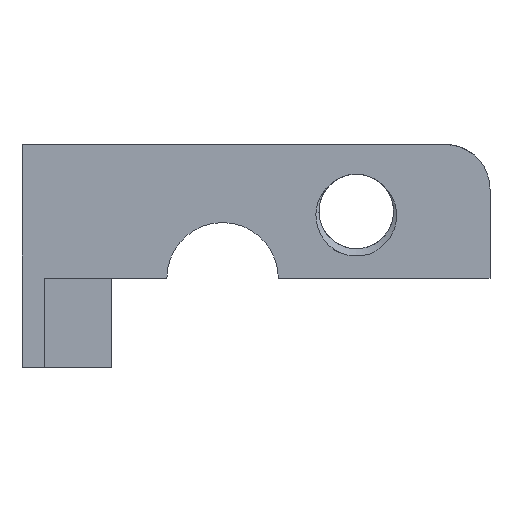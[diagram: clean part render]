
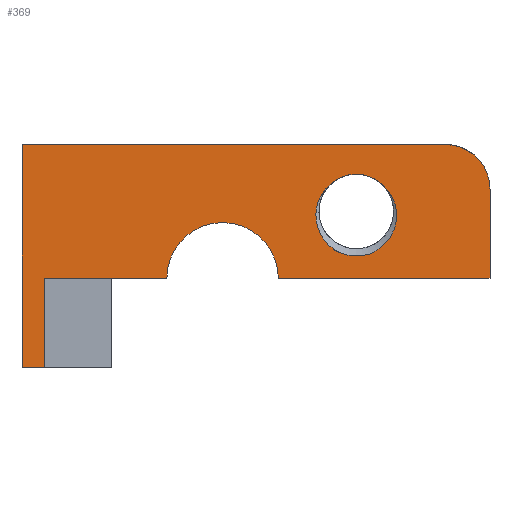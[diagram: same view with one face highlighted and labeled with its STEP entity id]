
A CAD part, left-side view. The second image highlights one B-rep face of the part: STEP entity #369.
In plain terms, the highlighted planar face has unit normal (-1, 0, 0).
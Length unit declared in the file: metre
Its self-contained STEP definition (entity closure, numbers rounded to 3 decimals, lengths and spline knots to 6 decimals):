
#14=B_SPLINE_CURVE_WITH_KNOTS('',3,(#718,#719,#720,#721,#722,#723,#724),
 .UNSPECIFIED.,.F.,.F.,(4,1,1,1,4),(0.057813,0.060074,
0.062335,0.064597,0.066858),.UNSPECIFIED.);
#15=B_SPLINE_CURVE_WITH_KNOTS('',3,(#728,#729,#730,#731,#732,#733),
 .UNSPECIFIED.,.F.,.F.,(4,1,1,4),(0.017918,0.022527,
0.024831,0.027135),.UNSPECIFIED.);
#22=LINE('',#716,#54);
#23=LINE('',#734,#55);
#24=LINE('',#738,#56);
#25=LINE('',#740,#57);
#26=LINE('',#742,#58);
#27=LINE('',#744,#59);
#28=LINE('',#746,#60);
#54=VECTOR('',#447,1.);
#55=VECTOR('',#452,1.);
#56=VECTOR('',#455,1.);
#57=VECTOR('',#456,1.);
#58=VECTOR('',#457,1.);
#59=VECTOR('',#458,1.);
#60=VECTOR('',#459,1.);
#84=PLANE('',#406);
#97=CIRCLE('',#403,0.005);
#99=CIRCLE('',#407,0.004188);
#100=CIRCLE('',#408,0.005);
#101=CIRCLE('',#409,0.00625);
#117=ORIENTED_EDGE('',*,*,#217,.F.);
#118=ORIENTED_EDGE('',*,*,#223,.T.);
#119=ORIENTED_EDGE('',*,*,#224,.T.);
#120=ORIENTED_EDGE('',*,*,#225,.T.);
#121=ORIENTED_EDGE('',*,*,#226,.F.);
#122=ORIENTED_EDGE('',*,*,#227,.T.);
#123=ORIENTED_EDGE('',*,*,#228,.T.);
#124=ORIENTED_EDGE('',*,*,#229,.F.);
#125=ORIENTED_EDGE('',*,*,#230,.F.);
#126=ORIENTED_EDGE('',*,*,#231,.T.);
#127=ORIENTED_EDGE('',*,*,#232,.F.);
#128=ORIENTED_EDGE('',*,*,#233,.F.);
#129=ORIENTED_EDGE('',*,*,#222,.F.);
#217=EDGE_CURVE('',#270,#268,#97,.T.);
#222=EDGE_CURVE('',#275,#273,#22,.T.);
#223=EDGE_CURVE('',#270,#276,#14,.T.);
#224=EDGE_CURVE('',#276,#277,#99,.T.);
#225=EDGE_CURVE('',#277,#268,#15,.T.);
#226=EDGE_CURVE('',#278,#275,#23,.T.);
#227=EDGE_CURVE('',#278,#279,#100,.T.);
#228=EDGE_CURVE('',#279,#280,#24,.T.);
#229=EDGE_CURVE('',#281,#280,#25,.T.);
#230=EDGE_CURVE('',#282,#281,#26,.T.);
#231=EDGE_CURVE('',#282,#283,#27,.T.);
#232=EDGE_CURVE('',#284,#283,#28,.T.);
#233=EDGE_CURVE('',#273,#284,#101,.T.);
#268=VERTEX_POINT('',#616);
#270=VERTEX_POINT('',#704);
#273=VERTEX_POINT('',#711);
#275=VERTEX_POINT('',#715);
#276=VERTEX_POINT('',#725);
#277=VERTEX_POINT('',#727);
#278=VERTEX_POINT('',#735);
#279=VERTEX_POINT('',#737);
#280=VERTEX_POINT('',#739);
#281=VERTEX_POINT('',#741);
#282=VERTEX_POINT('',#743);
#283=VERTEX_POINT('',#745);
#284=VERTEX_POINT('',#747);
#310=EDGE_LOOP('',(#117,#118,#119,#120));
#311=EDGE_LOOP('',(#121,#122,#123,#124,#125,#126,#127,#128,#129));
#337=FACE_BOUND('',#310,.T.);
#338=FACE_BOUND('',#311,.T.);
#369=ADVANCED_FACE('',(#337,#338),#84,.T.);
#403=AXIS2_PLACEMENT_3D('',#705,#438,#439);
#406=AXIS2_PLACEMENT_3D('',#717,#448,#449);
#407=AXIS2_PLACEMENT_3D('',#726,#450,#451);
#408=AXIS2_PLACEMENT_3D('',#736,#453,#454);
#409=AXIS2_PLACEMENT_3D('',#748,#460,#461);
#438=DIRECTION('',(-1.,0.,0.));
#439=DIRECTION('',(0.,0.,1.));
#447=DIRECTION('',(0.,1.,0.));
#448=DIRECTION('',(-1.,0.,0.));
#449=DIRECTION('',(0.,0.,1.));
#450=DIRECTION('',(1.,0.,0.));
#451=DIRECTION('',(0.,0.,-1.));
#452=DIRECTION('',(0.,0.,-1.));
#453=DIRECTION('',(-1.,0.,0.));
#454=DIRECTION('',(0.,0.,1.));
#455=DIRECTION('',(0.,1.,0.));
#456=DIRECTION('',(0.,0.,1.));
#457=DIRECTION('',(0.,1.,0.));
#458=DIRECTION('',(0.,0.,1.));
#459=DIRECTION('',(0.,1.,0.));
#460=DIRECTION('',(-1.,0.,0.));
#461=DIRECTION('',(0.,0.,1.));
#616=CARTESIAN_POINT('',(0.,0.013073,0.002886));
#704=CARTESIAN_POINT('',(0.,0.016949,0.002895));
#705=CARTESIAN_POINT('',(0.,0.015,0.0075));
#711=CARTESIAN_POINT('',(0.,0.02375,0.));
#715=CARTESIAN_POINT('',(0.,0.,0.));
#716=CARTESIAN_POINT('',(0.,0.025,0.));
#717=CARTESIAN_POINT('',(0.,0.025,0.015));
#718=CARTESIAN_POINT('',(0.,0.016949,0.002895));
#719=CARTESIAN_POINT('',(0.,0.017623,0.003251));
#720=CARTESIAN_POINT('',(0.,0.018782,0.004267));
#721=CARTESIAN_POINT('',(0.,0.019684,0.006412));
#722=CARTESIAN_POINT('',(0.,0.019419,0.008743));
#723=CARTESIAN_POINT('',(0.,0.018519,0.010018));
#724=CARTESIAN_POINT('',(0.,0.017933,0.010489));
#725=CARTESIAN_POINT('',(0.,0.017933,0.010489));
#726=CARTESIAN_POINT('',(0.,0.015,0.0075));
#727=CARTESIAN_POINT('',(0.,0.012062,0.010484));
#728=CARTESIAN_POINT('',(0.,0.012062,0.010484));
#729=CARTESIAN_POINT('',(0.,0.010871,0.009529));
#730=CARTESIAN_POINT('',(0.,0.010014,0.007116));
#731=CARTESIAN_POINT('',(0.,0.011227,0.004248));
#732=CARTESIAN_POINT('',(0.,0.0124,0.003238));
#733=CARTESIAN_POINT('',(0.,0.013073,0.002886));
#734=CARTESIAN_POINT('',(0.,0.,0.015));
#735=CARTESIAN_POINT('',(0.,0.,0.01));
#736=CARTESIAN_POINT('',(0.,0.005,0.01));
#737=CARTESIAN_POINT('',(0.,0.005,0.015));
#738=CARTESIAN_POINT('',(0.,0.025,0.015));
#739=CARTESIAN_POINT('',(0.,0.0525,0.015));
#740=CARTESIAN_POINT('',(0.,0.0525,-0.01));
#741=CARTESIAN_POINT('',(0.,0.0525,-0.01));
#742=CARTESIAN_POINT('',(0.,0.05125,-0.01));
#743=CARTESIAN_POINT('',(0.,0.05,-0.01));
#744=CARTESIAN_POINT('',(0.,0.05,-0.01));
#745=CARTESIAN_POINT('',(0.,0.05,0.));
#746=CARTESIAN_POINT('',(0.,0.025,0.));
#747=CARTESIAN_POINT('',(0.,0.03625,0.));
#748=CARTESIAN_POINT('',(0.,0.03,0.));
